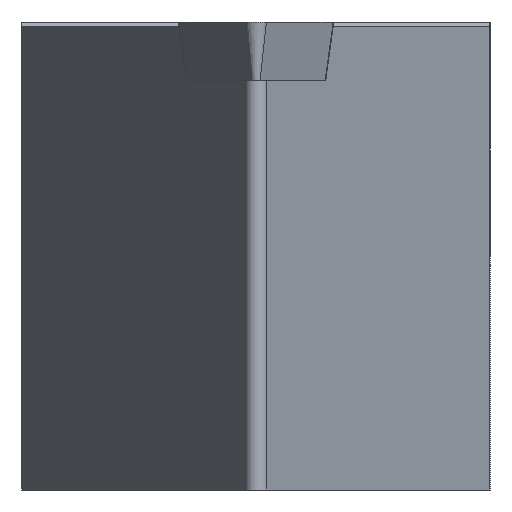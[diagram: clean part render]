
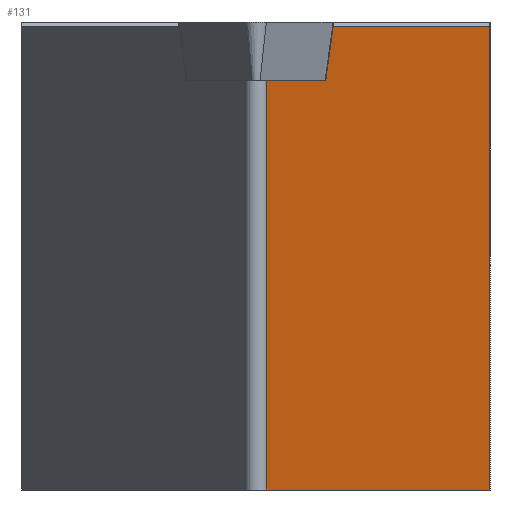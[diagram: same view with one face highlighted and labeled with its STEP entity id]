
A CAD part, left-side view. The second image highlights one B-rep face of the part: STEP entity #131.
In plain terms, the highlighted planar face has unit normal (-0.462, -0.887, 0).
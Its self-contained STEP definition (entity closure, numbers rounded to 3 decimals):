
#131=ADVANCED_FACE('',(#172),#154,.F.);
#154=PLANE('',#522);
#172=FACE_OUTER_BOUND('',#195,.T.);
#195=EDGE_LOOP('',(#224,#225,#226,#227,#228,#229));
#224=ORIENTED_EDGE('',*,*,#376,.F.);
#225=ORIENTED_EDGE('',*,*,#377,.F.);
#226=ORIENTED_EDGE('',*,*,#378,.F.);
#227=ORIENTED_EDGE('',*,*,#379,.F.);
#228=ORIENTED_EDGE('',*,*,#380,.F.);
#229=ORIENTED_EDGE('',*,*,#371,.F.);
#333=VERTEX_POINT('',#674);
#334=VERTEX_POINT('',#676);
#338=VERTEX_POINT('',#686);
#339=VERTEX_POINT('',#688);
#340=VERTEX_POINT('',#690);
#341=VERTEX_POINT('',#692);
#371=EDGE_CURVE('',#333,#334,#428,.T.);
#376=EDGE_CURVE('',#338,#333,#433,.T.);
#377=EDGE_CURVE('',#339,#338,#434,.T.);
#378=EDGE_CURVE('',#340,#339,#435,.T.);
#379=EDGE_CURVE('',#341,#340,#436,.T.);
#380=EDGE_CURVE('',#334,#341,#437,.T.);
#428=LINE('',#675,#475);
#433=LINE('',#685,#480);
#434=LINE('',#687,#481);
#435=LINE('',#689,#482);
#436=LINE('',#691,#483);
#437=LINE('',#693,#484);
#475=VECTOR('',#558,1.);
#480=VECTOR('',#565,1.);
#481=VECTOR('',#566,1.);
#482=VECTOR('',#567,1.);
#483=VECTOR('',#568,1.);
#484=VECTOR('',#569,1.);
#522=AXIS2_PLACEMENT_3D('',#694,#570,#571);
#558=DIRECTION('',(0.887,-0.462,0.));
#565=DIRECTION('',(0.131,-0.068,0.989));
#566=DIRECTION('',(0.887,-0.462,0.));
#567=DIRECTION('',(0.,0.,1.));
#568=DIRECTION('',(-0.887,0.462,0.));
#569=DIRECTION('',(0.,0.,-1.));
#570=DIRECTION('',(0.462,0.887,0.));
#571=DIRECTION('',(-0.887,0.462,0.));
#674=CARTESIAN_POINT('',(10.42,-4.788,-0.3));
#675=CARTESIAN_POINT('',(31.957,-16.,-0.3));
#676=CARTESIAN_POINT('',(31.957,-16.,-0.3));
#685=CARTESIAN_POINT('',(5.731,-2.347,-35.568));
#686=CARTESIAN_POINT('',(9.932,-4.534,-3.97));
#687=CARTESIAN_POINT('',(31.957,-16.,-3.97));
#688=CARTESIAN_POINT('',(2.584,-0.71,-3.97));
#689=CARTESIAN_POINT('',(2.584,-0.71,-40.));
#690=CARTESIAN_POINT('',(2.584,-0.71,-32.));
#691=CARTESIAN_POINT('',(31.957,-16.,-32.));
#692=CARTESIAN_POINT('',(31.957,-16.,-32.));
#693=CARTESIAN_POINT('',(31.957,-16.,-40.));
#694=CARTESIAN_POINT('',(31.957,-16.,-40.));
